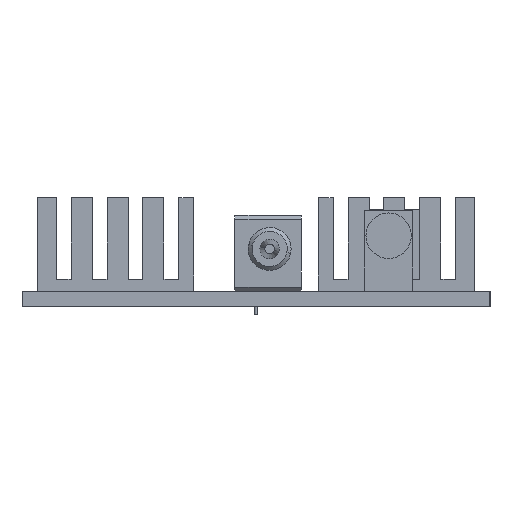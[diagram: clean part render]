
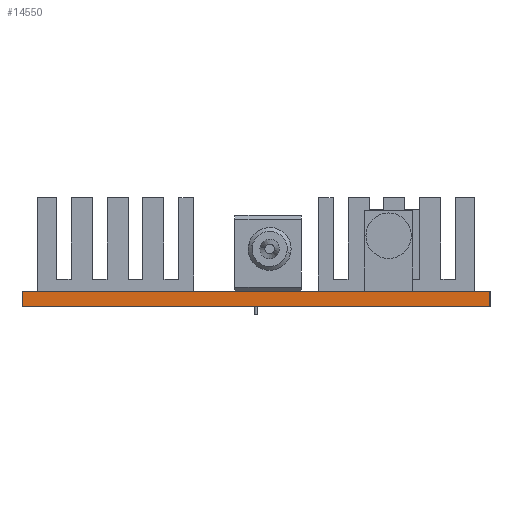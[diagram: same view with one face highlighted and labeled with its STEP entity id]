
A CAD part, left-side view. The second image highlights one B-rep face of the part: STEP entity #14550.
In plain terms, the highlighted planar face has unit normal (-1, 0, 0).
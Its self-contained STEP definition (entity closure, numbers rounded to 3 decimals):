
#230 = CARTESIAN_POINT ( 'NONE',  ( -50., 2., 30. ) ) ;
#2038 = ORIENTED_EDGE ( 'NONE', *, *, #9587, .F. ) ;
#2233 = VECTOR ( 'NONE', #17526, 1000. ) ;
#2303 = VERTEX_POINT ( 'NONE', #4495 ) ;
#3938 = EDGE_LOOP ( 'NONE', ( #14554, #2038, #15898, #5192 ) ) ;
#4495 = CARTESIAN_POINT ( 'NONE',  ( -50., 2., 30. ) ) ;
#5192 = ORIENTED_EDGE ( 'NONE', *, *, #17530, .T. ) ;
#5729 = CARTESIAN_POINT ( 'NONE',  ( -50., 0., 30. ) ) ;
#6582 = VERTEX_POINT ( 'NONE', #6912 ) ;
#6912 = CARTESIAN_POINT ( 'NONE',  ( -50., 2., -30. ) ) ;
#7046 = LINE ( 'NONE', #7198, #2233 ) ;
#7198 = CARTESIAN_POINT ( 'NONE',  ( -50., 0., 30. ) ) ;
#8174 = CARTESIAN_POINT ( 'NONE',  ( -50., 2., -30. ) ) ;
#8403 = DIRECTION ( 'NONE',  ( 0., 0., 1. ) ) ;
#9587 = EDGE_CURVE ( 'NONE', #2303, #16786, #13369, .T. ) ;
#10534 = DIRECTION ( 'NONE',  ( 0., 0., -1. ) ) ;
#11085 = VECTOR ( 'NONE', #21135, 1000. ) ;
#11139 = CARTESIAN_POINT ( 'NONE',  ( -50., 0., -30. ) ) ;
#12898 = VECTOR ( 'NONE', #8403, 1000. ) ;
#13369 = LINE ( 'NONE', #16957, #11085 ) ;
#14550 = ADVANCED_FACE ( 'NONE', ( #17483 ), #23008, .F. ) ;
#14554 = ORIENTED_EDGE ( 'NONE', *, *, #26860, .T. ) ;
#15898 = ORIENTED_EDGE ( 'NONE', *, *, #26618, .F. ) ;
#16551 = CARTESIAN_POINT ( 'NONE',  ( -50., 2., 30. ) ) ;
#16619 = VECTOR ( 'NONE', #23167, 1000. ) ;
#16786 = VERTEX_POINT ( 'NONE', #5729 ) ;
#16957 = CARTESIAN_POINT ( 'NONE',  ( -50., 2., 30. ) ) ;
#17483 = FACE_OUTER_BOUND ( 'NONE', #3938, .T. ) ;
#17526 = DIRECTION ( 'NONE',  ( 0., 0., 1. ) ) ;
#17530 = EDGE_CURVE ( 'NONE', #6582, #19577, #17922, .T. ) ;
#17922 = LINE ( 'NONE', #8174, #16619 ) ;
#19052 = LINE ( 'NONE', #16551, #12898 ) ;
#19577 = VERTEX_POINT ( 'NONE', #11139 ) ;
#20801 = AXIS2_PLACEMENT_3D ( 'NONE', #230, #26924, #10534 ) ;
#21135 = DIRECTION ( 'NONE',  ( 0., -1., 0. ) ) ;
#23008 = PLANE ( 'NONE',  #20801 ) ;
#23167 = DIRECTION ( 'NONE',  ( 0., -1., 0. ) ) ;
#26618 = EDGE_CURVE ( 'NONE', #6582, #2303, #19052, .T. ) ;
#26860 = EDGE_CURVE ( 'NONE', #19577, #16786, #7046, .T. ) ;
#26924 = DIRECTION ( 'NONE',  ( 1., 0., 0. ) ) ;
